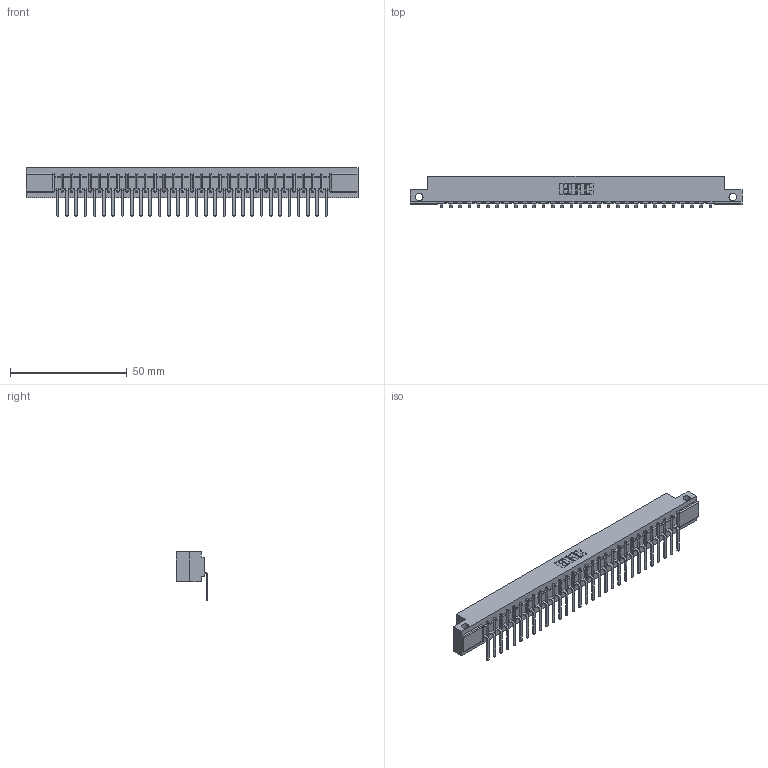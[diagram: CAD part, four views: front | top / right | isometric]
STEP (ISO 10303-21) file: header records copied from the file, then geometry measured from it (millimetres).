
FILE_DESCRIPTION (( 'STEP AP203' ), '1' );
FILE_NAME ('307-030-457-112.STEP', '2020-09-28T12:24:52', ( '' ), ( '' ), 'SwSTEP 2.0', 'SolidWorks 2020', '' );
FILE_SCHEMA (( 'CONFIG_CONTROL_DESIGN' ));
Length unit declared in the file: inch
Products named in the file (3): 307 Part_.128 Dia Side Mounting Holes; 307-030-457-112; 307-290-002_557
Assembly tree (31 placements, depth 2):
  307-030-457-112
    307 Part_.128 Dia Side Mounting Holes
    307-290-002_557  x30
Bounding box: 141.88 x 13.32 x 20.66 mm (x, y, z)
Volume: 15032.8 mm3; surface area: 19154.2 mm2
Topology: 31 solids, 31 shells, 2489 faces, 7643 edges, 5010 vertices
Faces by surface type: plane 1480, cylinder 947, sphere 62
Entity records: 28054 total; most frequent: CARTESIAN_POINT 4732, ORIENTED_EDGE 4722, DIRECTION 4603, EDGE_CURVE 2361, VECTOR 1801, LINE 1801, VERTEX_POINT 1530, AXIS2_PLACEMENT_3D 1401
